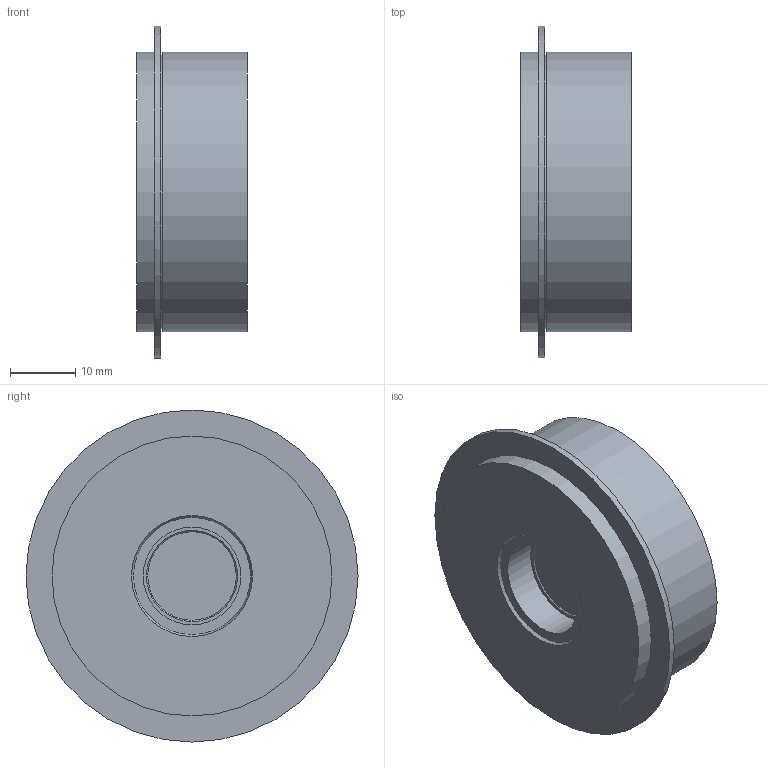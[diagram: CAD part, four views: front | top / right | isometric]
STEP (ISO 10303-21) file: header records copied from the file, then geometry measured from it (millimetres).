
FILE_DESCRIPTION((''),'2;1');
FILE_NAME('98200013.stp','2008-04-07T11:50:11',('frese'),(''),'Autodesk Inventor 2008','Autodesk Inventor 2008','');
FILE_SCHEMA(('AUTOMOTIVE_DESIGN { 1 0 10303 214 1 1 1 1 }'));
Length unit declared in the file: millimetre
Products named in the file (1): 98200013
Bounding box: 17 x 51 x 51 mm (x, y, z)
Volume: 18707 mm3; surface area: 8844.1 mm2
Topology: 1 solids, 4 shells, 97 faces, 222 edges, 145 vertices
Faces by surface type: plane 54, cylinder 28, cone 8, bspline 7
Full cylindrical faces by diameter (mm): 2.9 x3, 3.3 x3, 5 x3, 15 x1, 19.2 x1, 27.5 x1, 42 x1, 43 x2, 51 x1
Entity records: 2909 total; most frequent: CARTESIAN_POINT 629, DIRECTION 468, ORIENTED_EDGE 400, EDGE_CURVE 200, AXIS2_PLACEMENT_3D 186, VERTEX_POINT 140, EDGE_LOOP 135, FACE_OUTER_BOUND 97
